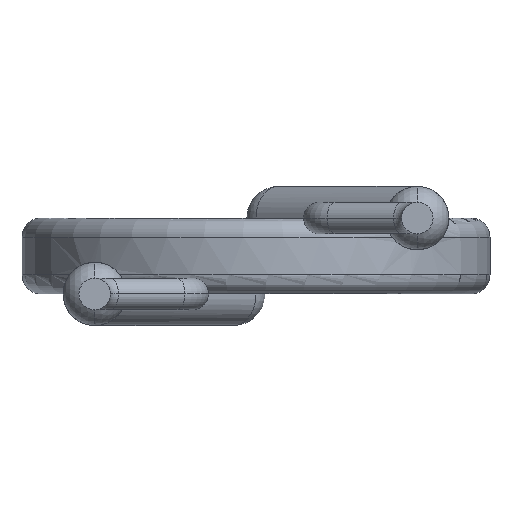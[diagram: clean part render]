
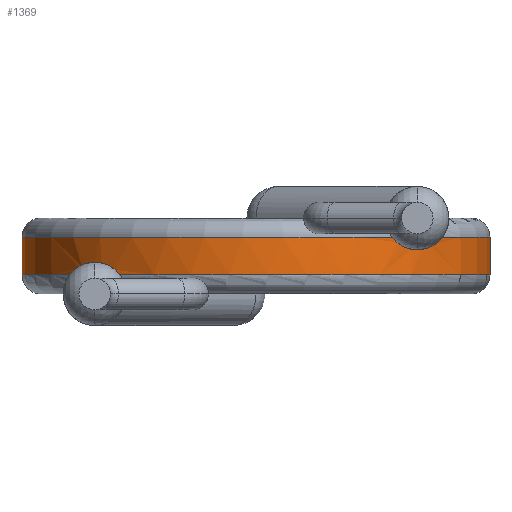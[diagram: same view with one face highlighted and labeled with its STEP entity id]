
A CAD part, front view. The second image highlights one B-rep face of the part: STEP entity #1369.
In plain terms, the highlighted cylindrical face has radius 3.7 mm (diameter 7.4 mm), a partial arc.
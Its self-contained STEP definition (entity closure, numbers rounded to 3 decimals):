
#1 = CARTESIAN_POINT ( 'NONE',  ( -3.7, 9.03, -0.3 ) ) ;
#18 = CARTESIAN_POINT ( 'NONE',  ( -2.853, 6.673, -0.234 ) ) ;
#19 = DIRECTION ( 'NONE',  ( 0., 0., -1. ) ) ;
#27 = CARTESIAN_POINT ( 'NONE',  ( 3.7, 9.03, 0.6 ) ) ;
#34 = ORIENTED_EDGE ( 'NONE', *, *, #92, .T. ) ;
#35 = B_SPLINE_CURVE_WITH_KNOTS ( 'NONE', 3,
 ( #880, #18, #2065, #1042 ),
 .UNSPECIFIED., .F., .F.,
 ( 4, 4 ),
 ( 0., 0.001 ),
 .UNSPECIFIED. ) ;
#40 = CARTESIAN_POINT ( 'NONE',  ( -2.55, 6.349, -0.1 ) ) ;
#47 = LINE ( 'NONE', #930, #885 ) ;
#56 = CARTESIAN_POINT ( 'NONE',  ( 2.203, 6.057, 0.229 ) ) ;
#65 = DIRECTION ( 'NONE',  ( 0., 0., 1. ) ) ;
#76 = VERTEX_POINT ( 'NONE', #1552 ) ;
#92 = EDGE_CURVE ( 'NONE', #76, #1084, #820, .T. ) ;
#182 = B_SPLINE_CURVE_WITH_KNOTS ( 'NONE', 3,
 ( #1183, #1697, #2233, #1350 ),
 .UNSPECIFIED., .F., .F.,
 ( 4, 4 ),
 ( 0., 0.001 ),
 .UNSPECIFIED. ) ;
#192 = CARTESIAN_POINT ( 'NONE',  ( 2.762, 6.568, 0.147 ) ) ;
#212 = CARTESIAN_POINT ( 'NONE',  ( -2.696, 6.494, -0.117 ) ) ;
#219 = CARTESIAN_POINT ( 'NONE',  ( 3.7, 9.03, -0.3 ) ) ;
#239 = DIRECTION ( 'NONE',  ( 0., 0., -1. ) ) ;
#316 = CARTESIAN_POINT ( 'NONE',  ( -2.884, 6.712, -0.3 ) ) ;
#364 = B_SPLINE_CURVE_WITH_KNOTS ( 'NONE', 3,
 ( #564, #212, #759, #1752 ),
 .UNSPECIFIED., .F., .F.,
 ( 4, 4 ),
 ( 0., 0.001 ),
 .UNSPECIFIED. ) ;
#403 = CARTESIAN_POINT ( 'NONE',  ( 3.7, 9.03, 0.3 ) ) ;
#408 = DIRECTION ( 'NONE',  ( 0., 0., 1. ) ) ;
#412 = DIRECTION ( 'NONE',  ( 1., 0., 0. ) ) ;
#430 = VERTEX_POINT ( 'NONE', #742 ) ;
#442 = VERTEX_POINT ( 'NONE', #403 ) ;
#483 = CIRCLE ( 'NONE', #590, 3.7 ) ;
#560 = CARTESIAN_POINT ( 'NONE',  ( -2.27, 6.107, -0.178 ) ) ;
#564 = CARTESIAN_POINT ( 'NONE',  ( -2.762, 6.568, -0.147 ) ) ;
#580 = CARTESIAN_POINT ( 'NONE',  ( -2.203, 6.057, -0.229 ) ) ;
#590 = AXIS2_PLACEMENT_3D ( 'NONE', #2162, #2076, #1763 ) ;
#639 = ORIENTED_EDGE ( 'NONE', *, *, #1157, .T. ) ;
#703 = B_SPLINE_CURVE_WITH_KNOTS ( 'NONE', 3,
 ( #192, #1059, #732, #1243 ),
 .UNSPECIFIED., .F., .F.,
 ( 4, 4 ),
 ( 0., 0.001 ),
 .UNSPECIFIED. ) ;
#732 = CARTESIAN_POINT ( 'NONE',  ( 2.624, 6.42, 0.1 ) ) ;
#736 = ORIENTED_EDGE ( 'NONE', *, *, #862, .T. ) ;
#742 = CARTESIAN_POINT ( 'NONE',  ( 2.15, 6.019, 0.3 ) ) ;
#759 = CARTESIAN_POINT ( 'NONE',  ( -2.624, 6.42, -0.1 ) ) ;
#761 = EDGE_CURVE ( 'NONE', #442, #1202, #483, .T. ) ;
#763 = CARTESIAN_POINT ( 'NONE',  ( 2.884, 6.712, 0.3 ) ) ;
#792 = VERTEX_POINT ( 'NONE', #1564 ) ;
#796 = EDGE_CURVE ( 'NONE', #442, #1084, #1808, .T. ) ;
#815 = EDGE_CURVE ( 'NONE', #1294, #1520, #703, .T. ) ;
#820 = CIRCLE ( 'NONE', #1509, 3.7 ) ;
#862 = EDGE_CURVE ( 'NONE', #916, #994, #47, .T. ) ;
#880 = CARTESIAN_POINT ( 'NONE',  ( -2.884, 6.712, -0.3 ) ) ;
#885 = VECTOR ( 'NONE', #239, 1000. ) ;
#894 = DIRECTION ( 'NONE',  ( 1., 0., 0. ) ) ;
#916 = VERTEX_POINT ( 'NONE', #1107 ) ;
#930 = CARTESIAN_POINT ( 'NONE',  ( -3.7, 9.03, 0.6 ) ) ;
#974 = CIRCLE ( 'NONE', #2157, 3.7 ) ;
#980 = CARTESIAN_POINT ( 'NONE',  ( 0., 9.03, 0.6 ) ) ;
#994 = VERTEX_POINT ( 'NONE', #1 ) ;
#1042 = CARTESIAN_POINT ( 'NONE',  ( -2.762, 6.568, -0.147 ) ) ;
#1047 = EDGE_CURVE ( 'NONE', #792, #76, #1915, .T. ) ;
#1059 = CARTESIAN_POINT ( 'NONE',  ( 2.696, 6.494, 0.117 ) ) ;
#1066 = EDGE_CURVE ( 'NONE', #430, #916, #2182, .T. ) ;
#1074 = VERTEX_POINT ( 'NONE', #1952 ) ;
#1084 = VERTEX_POINT ( 'NONE', #219 ) ;
#1097 = CARTESIAN_POINT ( 'NONE',  ( 2.409, 6.22, 0.114 ) ) ;
#1107 = CARTESIAN_POINT ( 'NONE',  ( -3.7, 9.03, 0.3 ) ) ;
#1112 = DIRECTION ( 'NONE',  ( 1., 0., 0. ) ) ;
#1117 = ORIENTED_EDGE ( 'NONE', *, *, #1212, .T. ) ;
#1155 = AXIS2_PLACEMENT_3D ( 'NONE', #1572, #1749, #894 ) ;
#1157 = EDGE_CURVE ( 'NONE', #994, #1438, #974, .T. ) ;
#1162 = ORIENTED_EDGE ( 'NONE', *, *, #761, .T. ) ;
#1183 = CARTESIAN_POINT ( 'NONE',  ( 2.884, 6.712, 0.3 ) ) ;
#1189 = VECTOR ( 'NONE', #19, 1000. ) ;
#1202 = VERTEX_POINT ( 'NONE', #763 ) ;
#1210 = ORIENTED_EDGE ( 'NONE', *, *, #796, .F. ) ;
#1212 = EDGE_CURVE ( 'NONE', #1520, #430, #2074, .T. ) ;
#1218 = EDGE_LOOP ( 'NONE', ( #1210, #1162, #1639, #1832, #1117, #1648, #736, #639, #2245, #2002, #2045, #34 ) ) ;
#1243 = CARTESIAN_POINT ( 'NONE',  ( 2.55, 6.349, 0.1 ) ) ;
#1294 = VERTEX_POINT ( 'NONE', #1632 ) ;
#1306 = DIRECTION ( 'NONE',  ( -1., 0., 0. ) ) ;
#1350 = CARTESIAN_POINT ( 'NONE',  ( 2.762, 6.568, 0.147 ) ) ;
#1369 = ADVANCED_FACE ( 'NONE', ( #1635 ), #2150, .T. ) ;
#1438 = VERTEX_POINT ( 'NONE', #316 ) ;
#1509 = AXIS2_PLACEMENT_3D ( 'NONE', #1947, #408, #1112 ) ;
#1520 = VERTEX_POINT ( 'NONE', #1889 ) ;
#1552 = CARTESIAN_POINT ( 'NONE',  ( -2.15, 6.019, -0.3 ) ) ;
#1564 = CARTESIAN_POINT ( 'NONE',  ( -2.55, 6.349, -0.1 ) ) ;
#1572 = CARTESIAN_POINT ( 'NONE',  ( 0., 9.03, 0.3 ) ) ;
#1579 = CARTESIAN_POINT ( 'NONE',  ( -2.15, 6.019, -0.3 ) ) ;
#1588 = CARTESIAN_POINT ( 'NONE',  ( 2.482, 6.284, 0.1 ) ) ;
#1595 = CARTESIAN_POINT ( 'NONE',  ( 2.15, 6.019, 0.3 ) ) ;
#1632 = CARTESIAN_POINT ( 'NONE',  ( 2.762, 6.568, 0.147 ) ) ;
#1635 = FACE_OUTER_BOUND ( 'NONE', #1218, .T. ) ;
#1639 = ORIENTED_EDGE ( 'NONE', *, *, #2122, .T. ) ;
#1648 = ORIENTED_EDGE ( 'NONE', *, *, #1066, .T. ) ;
#1697 = CARTESIAN_POINT ( 'NONE',  ( 2.853, 6.673, 0.234 ) ) ;
#1749 = DIRECTION ( 'NONE',  ( 0., 0., -1. ) ) ;
#1752 = CARTESIAN_POINT ( 'NONE',  ( -2.55, 6.349, -0.1 ) ) ;
#1756 = CARTESIAN_POINT ( 'NONE',  ( 0., 9.03, -0.3 ) ) ;
#1763 = DIRECTION ( 'NONE',  ( 1., 0., 0. ) ) ;
#1781 = CARTESIAN_POINT ( 'NONE',  ( -2.409, 6.22, -0.114 ) ) ;
#1800 = EDGE_CURVE ( 'NONE', #1074, #792, #364, .T. ) ;
#1808 = LINE ( 'NONE', #27, #1189 ) ;
#1832 = ORIENTED_EDGE ( 'NONE', *, *, #815, .T. ) ;
#1849 = DIRECTION ( 'NONE',  ( 0., 0., -1. ) ) ;
#1889 = CARTESIAN_POINT ( 'NONE',  ( 2.55, 6.349, 0.1 ) ) ;
#1915 = B_SPLINE_CURVE_WITH_KNOTS ( 'NONE', 3,
 ( #40, #2079, #1781, #560, #580, #1579 ),
 .UNSPECIFIED., .F., .F.,
 ( 4, 2, 4 ),
 ( 0.001, 0.001, 0.001 ),
 .UNSPECIFIED. ) ;
#1931 = CARTESIAN_POINT ( 'NONE',  ( 2.27, 6.107, 0.178 ) ) ;
#1943 = CARTESIAN_POINT ( 'NONE',  ( 2.55, 6.349, 0.1 ) ) ;
#1947 = CARTESIAN_POINT ( 'NONE',  ( 0., 9.03, -0.3 ) ) ;
#1952 = CARTESIAN_POINT ( 'NONE',  ( -2.762, 6.568, -0.147 ) ) ;
#2002 = ORIENTED_EDGE ( 'NONE', *, *, #1800, .T. ) ;
#2045 = ORIENTED_EDGE ( 'NONE', *, *, #1047, .T. ) ;
#2065 = CARTESIAN_POINT ( 'NONE',  ( -2.811, 6.623, -0.181 ) ) ;
#2074 = B_SPLINE_CURVE_WITH_KNOTS ( 'NONE', 3,
 ( #1943, #1588, #1097, #1931, #56, #1595 ),
 .UNSPECIFIED., .F., .F.,
 ( 4, 2, 4 ),
 ( 0.001, 0.001, 0.001 ),
 .UNSPECIFIED. ) ;
#2076 = DIRECTION ( 'NONE',  ( 0., 0., -1. ) ) ;
#2079 = CARTESIAN_POINT ( 'NONE',  ( -2.482, 6.284, -0.1 ) ) ;
#2092 = AXIS2_PLACEMENT_3D ( 'NONE', #980, #1849, #1306 ) ;
#2122 = EDGE_CURVE ( 'NONE', #1202, #1294, #182, .T. ) ;
#2150 = CYLINDRICAL_SURFACE ( 'NONE', #2092, 3.7 ) ;
#2157 = AXIS2_PLACEMENT_3D ( 'NONE', #1756, #65, #412 ) ;
#2162 = CARTESIAN_POINT ( 'NONE',  ( 0., 9.03, 0.3 ) ) ;
#2182 = CIRCLE ( 'NONE', #1155, 3.7 ) ;
#2216 = EDGE_CURVE ( 'NONE', #1438, #1074, #35, .T. ) ;
#2233 = CARTESIAN_POINT ( 'NONE',  ( 2.811, 6.623, 0.181 ) ) ;
#2245 = ORIENTED_EDGE ( 'NONE', *, *, #2216, .T. ) ;
